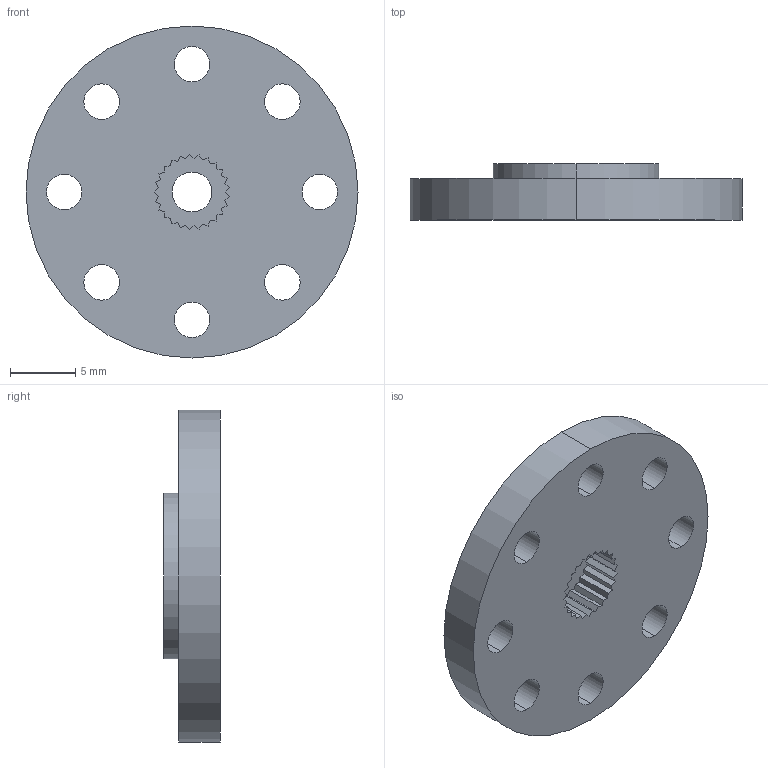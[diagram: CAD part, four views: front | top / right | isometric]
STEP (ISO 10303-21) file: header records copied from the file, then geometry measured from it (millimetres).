
FILE_DESCRIPTION (( 'STEP AP203' ), '1' );
FILE_NAME ('525125.STEP', '2014-07-10T15:37:07', ( 'Kyle' ), ( 'Microsoft' ), 'SwSTEP 2.0', 'SolidWorks 2014', '' );
FILE_SCHEMA (( 'CONFIG_CONTROL_DESIGN' ));
Length unit declared in the file: inch
Products named in the file (1): 525125
Bounding box: 25.39 x 4.32 x 25.39 mm (x, y, z)
Volume: 1525.9 mm3; surface area: 1502.8 mm2
Topology: 1 solids, 1 shells, 76 faces, 216 edges, 144 vertices
Faces by surface type: plane 54, cylinder 22
Entity records: 2579 total; most frequent: CARTESIAN_POINT 437, ORIENTED_EDGE 432, DIRECTION 414, EDGE_CURVE 216, VECTOR 172, LINE 172, VERTEX_POINT 144, AXIS2_PLACEMENT_3D 121
